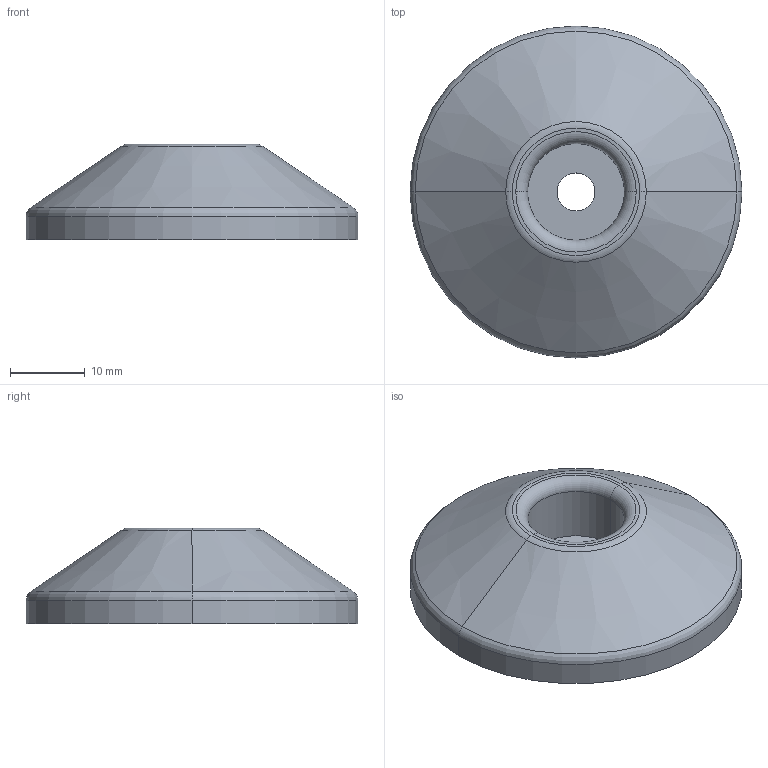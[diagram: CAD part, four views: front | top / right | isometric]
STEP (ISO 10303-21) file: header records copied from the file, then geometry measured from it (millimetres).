
FILE_DESCRIPTION(('CATIA V5 STEP Exchange'),'2;1');
FILE_NAME('DE694.stp','2015-10-26T18:19:15+00:00',('none'),('none'),'Version 5-6 Release 2012','CATIA V5 STEP AP203','none');
FILE_SCHEMA(('CONFIG_CONTROL_DESIGN'));
Length unit declared in the file: inch
Products named in the file (1): DE590
Bounding box: 44.45 x 44.45 x 12.83 mm (x, y, z)
Volume: 9483.4 mm3; surface area: 5198.9 mm2
Topology: 1 solids, 1 shells, 31 faces, 62 edges, 36 vertices
Faces by surface type: torus 14, cylinder 8, plane 5, cone 4
Entity records: 794 total; most frequent: CARTESIAN_POINT 126, ORIENTED_EDGE 124, DIRECTION 116, AXIS2_PLACEMENT_3D 78, EDGE_CURVE 62, CIRCLE 50, EDGE_LOOP 36, VERTEX_POINT 36
